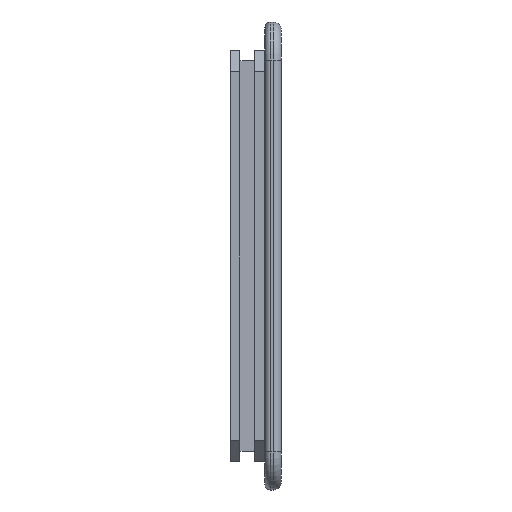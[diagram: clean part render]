
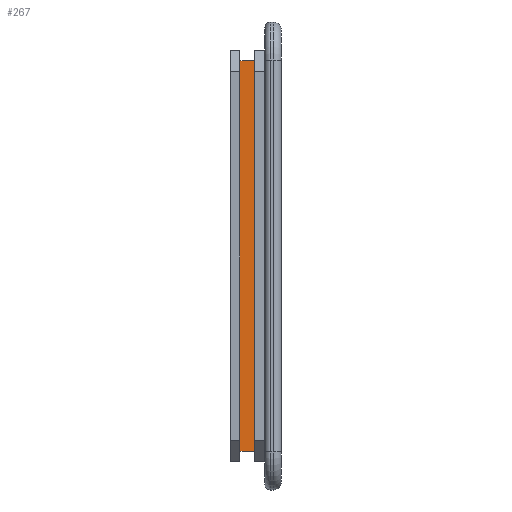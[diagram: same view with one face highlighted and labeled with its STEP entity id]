
A CAD part, left-side view. The second image highlights one B-rep face of the part: STEP entity #267.
In plain terms, the highlighted planar face has unit normal (-1, 0, 0).
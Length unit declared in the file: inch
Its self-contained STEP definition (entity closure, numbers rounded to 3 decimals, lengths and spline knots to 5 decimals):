
#205 = VERTEX_POINT ( 'NONE', #2923 ) ;
#267 = ADVANCED_FACE ( 'NONE', ( #2170 ), #269, .T. ) ;
#269 = PLANE ( 'NONE',  #2206 ) ;
#427 = VERTEX_POINT ( 'NONE', #1233 ) ;
#556 = ORIENTED_EDGE ( 'NONE', *, *, #2337, .F. ) ;
#632 = LINE ( 'NONE', #3012, #1280 ) ;
#686 = CARTESIAN_POINT ( 'NONE',  ( 0.0715, 0.076, -0.0715 ) ) ;
#959 = ORIENTED_EDGE ( 'NONE', *, *, #3390, .T. ) ;
#1233 = CARTESIAN_POINT ( 'NONE',  ( 0.0715, 0.076, -0.7885 ) ) ;
#1280 = VECTOR ( 'NONE', #3048, 39.37008 ) ;
#1381 = LINE ( 'NONE', #1449, #2534 ) ;
#1449 = CARTESIAN_POINT ( 'NONE',  ( 0.0715, 0.049, -0.0715 ) ) ;
#1591 = DIRECTION ( 'NONE',  ( 0., 0., 1. ) ) ;
#1612 = CARTESIAN_POINT ( 'NONE',  ( 0.0715, 0.049, -0.7885 ) ) ;
#1727 = DIRECTION ( 'NONE',  ( 0., 1., 0. ) ) ;
#1907 = DIRECTION ( 'NONE',  ( 0., 0., 1. ) ) ;
#2129 = CARTESIAN_POINT ( 'NONE',  ( 0.0715, 0.049, -0.7885 ) ) ;
#2170 = FACE_OUTER_BOUND ( 'NONE', #2306, .T. ) ;
#2206 = AXIS2_PLACEMENT_3D ( 'NONE', #1612, #2972, #1591 ) ;
#2306 = EDGE_LOOP ( 'NONE', ( #2890, #556, #2326, #959 ) ) ;
#2324 = LINE ( 'NONE', #3393, #2646 ) ;
#2326 = ORIENTED_EDGE ( 'NONE', *, *, #3235, .T. ) ;
#2337 = EDGE_CURVE ( 'NONE', #2407, #427, #2324, .T. ) ;
#2407 = VERTEX_POINT ( 'NONE', #2129 ) ;
#2477 = DIRECTION ( 'NONE',  ( 0., 1., 0. ) ) ;
#2534 = VECTOR ( 'NONE', #2477, 39.37008 ) ;
#2600 = VECTOR ( 'NONE', #1907, 39.37008 ) ;
#2646 = VECTOR ( 'NONE', #1727, 39.37008 ) ;
#2679 = CARTESIAN_POINT ( 'NONE',  ( 0.0715, 0.049, -0.7885 ) ) ;
#2890 = ORIENTED_EDGE ( 'NONE', *, *, #3380, .F. ) ;
#2923 = CARTESIAN_POINT ( 'NONE',  ( 0.0715, 0.049, -0.0715 ) ) ;
#2972 = DIRECTION ( 'NONE',  ( -1., 0., 0. ) ) ;
#3012 = CARTESIAN_POINT ( 'NONE',  ( 0.0715, 0.076, -0.7885 ) ) ;
#3048 = DIRECTION ( 'NONE',  ( 0., 0., 1. ) ) ;
#3235 = EDGE_CURVE ( 'NONE', #2407, #205, #3385, .T. ) ;
#3380 = EDGE_CURVE ( 'NONE', #427, #3471, #632, .T. ) ;
#3385 = LINE ( 'NONE', #2679, #2600 ) ;
#3390 = EDGE_CURVE ( 'NONE', #205, #3471, #1381, .T. ) ;
#3393 = CARTESIAN_POINT ( 'NONE',  ( 0.0715, 0.049, -0.7885 ) ) ;
#3471 = VERTEX_POINT ( 'NONE', #686 ) ;
